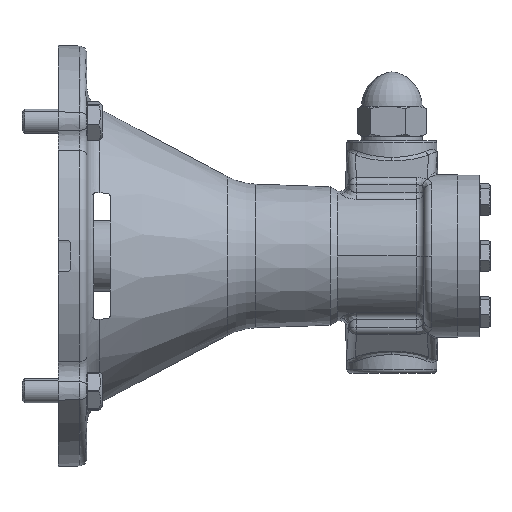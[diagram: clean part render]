
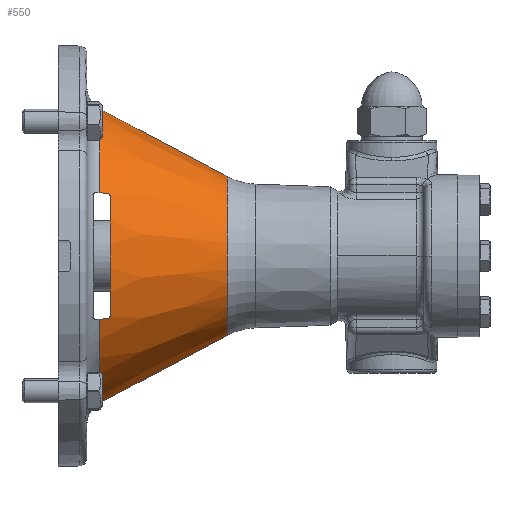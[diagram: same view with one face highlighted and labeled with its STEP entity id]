
A CAD part, front view. The second image highlights one B-rep face of the part: STEP entity #550.
In plain terms, the highlighted conical face has half-angle 27.968 degrees and reference radius 28.361 mm.
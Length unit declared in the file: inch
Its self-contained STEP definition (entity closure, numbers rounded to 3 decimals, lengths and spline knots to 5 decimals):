
#336 = CARTESIAN_POINT ( 'NONE',  ( -5.39879, -1.98804, 0.96972 ) ) ;
#451 = CARTESIAN_POINT ( 'NONE',  ( -5.36416, -1.97361, 0.95737 ) ) ;
#550 = ADVANCED_FACE ( 'NONE', ( #30358 ), #20081, .T. ) ;
#816 = CARTESIAN_POINT ( 'NONE',  ( -5.34225, -1.9763, -0.92468 ) ) ;
#1306 = VERTEX_POINT ( 'NONE', #25782 ) ;
#1622 = CARTESIAN_POINT ( 'NONE',  ( -5.34088, -1.98241, 0.90976 ) ) ;
#1848 = ORIENTED_EDGE ( 'NONE', *, *, #4490, .T. ) ;
#1851 = DIRECTION ( 'NONE',  ( -1., 0., 0. ) ) ;
#1866 = CIRCLE ( 'NONE', #14096, 2.26785 ) ;
#2229 = CARTESIAN_POINT ( 'NONE',  ( -3.33588, 0., 0. ) ) ;
#2668 = CARTESIAN_POINT ( 'NONE',  ( -3.53952, 0., -1.2247 ) ) ;
#3067 = CARTESIAN_POINT ( 'NONE',  ( -5.3526, -1.97215, 0.94628 ) ) ;
#3425 = CARTESIAN_POINT ( 'NONE',  ( -5.34844, -1.97309, -0.93917 ) ) ;
#3813 = CARTESIAN_POINT ( 'NONE',  ( -5.34088, 0., 0. ) ) ;
#4490 = EDGE_CURVE ( 'NONE', #1306, #16517, #6367, .T. ) ;
#5185 = EDGE_CURVE ( 'NONE', #22555, #22198, #23489, .T. ) ;
#5388 = EDGE_CURVE ( 'NONE', #10297, #20246, #16885, .T. ) ;
#5604 = CARTESIAN_POINT ( 'NONE',  ( -5.39185, -1.98406, 0.96948 ) ) ;
#5721 = CARTESIAN_POINT ( 'NONE',  ( -5.34225, -1.97628, 0.92473 ) ) ;
#6071 = CARTESIAN_POINT ( 'NONE',  ( -5.35531, -1.97243, -0.94899 ) ) ;
#6164 = EDGE_LOOP ( 'NONE', ( #12881, #33552, #22308, #15895, #29111, #13614, #30565, #1848, #11690, #15065 ) ) ;
#6349 = CARTESIAN_POINT ( 'NONE',  ( -5.46897, -2.02827, 0.97217 ) ) ;
#6367 = B_SPLINE_CURVE_WITH_KNOTS ( 'NONE', 3,
 ( #24231, #24113, #816, #19076, #3425, #21739, #6071, #24350, #8678, #26980, #11317, #29631 ),
 .UNSPECIFIED., .F., .F.,
 ( 4, 2, 2, 2, 2, 4 ),
 ( 0.0003, 0.00091, 0.00121, 0.00152, 0.00213, 0.00274 ),
 .UNSPECIFIED. ) ;
#6393 = CARTESIAN_POINT ( 'NONE',  ( -3.33588, 0., -1.11657 ) ) ;
#6467 = DIRECTION ( 'NONE',  ( 0., 0., -1. ) ) ;
#7906 = VERTEX_POINT ( 'NONE', #1622 ) ;
#8312 = CARTESIAN_POINT ( 'NONE',  ( -5.34088, -1.98241, 0.90976 ) ) ;
#8464 = CARTESIAN_POINT ( 'NONE',  ( -5.43387, -2.00817, -0.97095 ) ) ;
#8678 = CARTESIAN_POINT ( 'NONE',  ( -5.37057, -1.97509, -0.96209 ) ) ;
#9937 = DIRECTION ( 'NONE',  ( 1., 0., 0. ) ) ;
#10098 = EDGE_CURVE ( 'NONE', #31715, #28317, #1866, .T. ) ;
#10297 = VERTEX_POINT ( 'NONE', #2668 ) ;
#10787 = DIRECTION ( 'NONE',  ( 0., 0., 1. ) ) ;
#11317 = CARTESIAN_POINT ( 'NONE',  ( -5.3918, -1.98403, -0.96948 ) ) ;
#11690 = ORIENTED_EDGE ( 'NONE', *, *, #27348, .T. ) ;
#11872 = DIRECTION ( 'NONE',  ( -0.883, 0., 0.469 ) ) ;
#12315 = DIRECTION ( 'NONE',  ( -1., 0., 0. ) ) ;
#12383 = LINE ( 'NONE', #30297, #25485 ) ;
#12658 = AXIS2_PLACEMENT_3D ( 'NONE', #3813, #22127, #6467 ) ;
#12881 = ORIENTED_EDGE ( 'NONE', *, *, #14245, .F. ) ;
#13099 = CARTESIAN_POINT ( 'NONE',  ( -5.50409, 0., -2.26785 ) ) ;
#13321 = CARTESIAN_POINT ( 'NONE',  ( -5.50409, 0., 0. ) ) ;
#13475 = CARTESIAN_POINT ( 'NONE',  ( -5.38458, -1.98049, 0.96799 ) ) ;
#13614 = ORIENTED_EDGE ( 'NONE', *, *, #30043, .T. ) ;
#13748 = CARTESIAN_POINT ( 'NONE',  ( -5.50409, -2.04833, -0.9734 ) ) ;
#14096 = AXIS2_PLACEMENT_3D ( 'NONE', #25602, #9937, #28229 ) ;
#14217 = CARTESIAN_POINT ( 'NONE',  ( -5.43387, -2.00817, 0.97095 ) ) ;
#14245 = EDGE_CURVE ( 'NONE', #10297, #28317, #23370, .T. ) ;
#14273 = CARTESIAN_POINT ( 'NONE',  ( -3.53952, 0., 1.2247 ) ) ;
#14915 = CARTESIAN_POINT ( 'NONE',  ( -5.39879, -1.98804, -0.96972 ) ) ;
#14965 = EDGE_CURVE ( 'NONE', #7906, #1306, #19999, .T. ) ;
#15065 = ORIENTED_EDGE ( 'NONE', *, *, #10098, .T. ) ;
#15610 = AXIS2_PLACEMENT_3D ( 'NONE', #2229, #12315, #10787 ) ;
#15895 = ORIENTED_EDGE ( 'NONE', *, *, #5185, .T. ) ;
#15944 = DIRECTION ( 'NONE',  ( 0., 0., 1. ) ) ;
#15999 = B_SPLINE_CURVE_WITH_KNOTS ( 'NONE', 3,
 ( #26776, #8464, #29411, #13748 ),
 .UNSPECIFIED., .F., .F.,
 ( 4, 4 ),
 ( 0., 0.00308 ),
 .UNSPECIFIED. ) ;
#16099 = CARTESIAN_POINT ( 'NONE',  ( -5.37066, -1.97532, 0.96174 ) ) ;
#16387 = VERTEX_POINT ( 'NONE', #16859 ) ;
#16399 = VECTOR ( 'NONE', #22055, 39.37008 ) ;
#16517 = VERTEX_POINT ( 'NONE', #14915 ) ;
#16859 = CARTESIAN_POINT ( 'NONE',  ( -5.39879, -1.98804, 0.96972 ) ) ;
#16885 = CIRCLE ( 'NONE', #21077, 1.2247 ) ;
#17508 = CARTESIAN_POINT ( 'NONE',  ( -3.53952, 0., 0. ) ) ;
#18715 = CARTESIAN_POINT ( 'NONE',  ( -5.36111, -1.97302, 0.95486 ) ) ;
#18768 = B_SPLINE_CURVE_WITH_KNOTS ( 'NONE', 3,
 ( #336, #5604, #13475, #31806, #16099, #451, #18715, #3067, #21374, #5721, #23974, #8312 ),
 .UNSPECIFIED., .F., .F.,
 ( 4, 2, 2, 2, 2, 4 ),
 ( 0.00031, 0.00092, 0.00122, 0.00153, 0.00214, 0.00275 ),
 .UNSPECIFIED. ) ;
#19076 = CARTESIAN_POINT ( 'NONE',  ( -5.34657, -1.97371, -0.93556 ) ) ;
#19999 = CIRCLE ( 'NONE', #12658, 2.18119 ) ;
#20081 = CONICAL_SURFACE ( 'NONE', #15610, 1.11657, 0.488 ) ;
#20128 = DIRECTION ( 'NONE',  ( 0., 0., 1. ) ) ;
#20246 = VERTEX_POINT ( 'NONE', #14273 ) ;
#21077 = AXIS2_PLACEMENT_3D ( 'NONE', #17508, #1851, #20128 ) ;
#21374 = CARTESIAN_POINT ( 'NONE',  ( -5.34809, -1.97282, 0.93933 ) ) ;
#21739 = CARTESIAN_POINT ( 'NONE',  ( -5.3528, -1.97246, -0.94587 ) ) ;
#22055 = DIRECTION ( 'NONE',  ( -0.883, 0., -0.469 ) ) ;
#22127 = DIRECTION ( 'NONE',  ( 1., 0., 0. ) ) ;
#22198 = VERTEX_POINT ( 'NONE', #28135 ) ;
#22308 = ORIENTED_EDGE ( 'NONE', *, *, #22695, .T. ) ;
#22555 = VERTEX_POINT ( 'NONE', #29834 ) ;
#22695 = EDGE_CURVE ( 'NONE', #20246, #22555, #12383, .T. ) ;
#22992 = B_SPLINE_CURVE_WITH_KNOTS ( 'NONE', 3,
 ( #24638, #6349, #14217, #32554 ),
 .UNSPECIFIED., .F., .F.,
 ( 4, 4 ),
 ( 0., 0.00308 ),
 .UNSPECIFIED. ) ;
#23370 = LINE ( 'NONE', #6393, #16399 ) ;
#23489 = CIRCLE ( 'NONE', #30508, 2.26785 ) ;
#23974 = CARTESIAN_POINT ( 'NONE',  ( -5.34088, -1.97905, 0.91708 ) ) ;
#24113 = CARTESIAN_POINT ( 'NONE',  ( -5.34088, -1.97907, -0.91704 ) ) ;
#24231 = CARTESIAN_POINT ( 'NONE',  ( -5.34088, -1.98241, -0.90976 ) ) ;
#24350 = CARTESIAN_POINT ( 'NONE',  ( -5.36384, -1.97329, -0.95764 ) ) ;
#24638 = CARTESIAN_POINT ( 'NONE',  ( -5.50409, -2.04833, 0.9734 ) ) ;
#25485 = VECTOR ( 'NONE', #11872, 39.37008 ) ;
#25602 = CARTESIAN_POINT ( 'NONE',  ( -5.50409, 0., 0. ) ) ;
#25782 = CARTESIAN_POINT ( 'NONE',  ( -5.34088, -1.98241, -0.90976 ) ) ;
#26776 = CARTESIAN_POINT ( 'NONE',  ( -5.39879, -1.98804, -0.96972 ) ) ;
#26980 = CARTESIAN_POINT ( 'NONE',  ( -5.38454, -1.98047, -0.96798 ) ) ;
#27348 = EDGE_CURVE ( 'NONE', #16517, #31715, #15999, .T. ) ;
#28135 = CARTESIAN_POINT ( 'NONE',  ( -5.50409, -2.04833, 0.9734 ) ) ;
#28229 = DIRECTION ( 'NONE',  ( 0., 0., 1. ) ) ;
#28317 = VERTEX_POINT ( 'NONE', #13099 ) ;
#29111 = ORIENTED_EDGE ( 'NONE', *, *, #29253, .T. ) ;
#29253 = EDGE_CURVE ( 'NONE', #22198, #16387, #22992, .T. ) ;
#29411 = CARTESIAN_POINT ( 'NONE',  ( -5.46897, -2.02827, -0.97217 ) ) ;
#29631 = CARTESIAN_POINT ( 'NONE',  ( -5.39879, -1.98804, -0.96972 ) ) ;
#29834 = CARTESIAN_POINT ( 'NONE',  ( -5.50409, 0., 2.26785 ) ) ;
#30043 = EDGE_CURVE ( 'NONE', #16387, #7906, #18768, .T. ) ;
#30297 = CARTESIAN_POINT ( 'NONE',  ( -3.33588, 0., 1.11657 ) ) ;
#30358 = FACE_OUTER_BOUND ( 'NONE', #6164, .T. ) ;
#30508 = AXIS2_PLACEMENT_3D ( 'NONE', #13321, #31649, #15944 ) ;
#30565 = ORIENTED_EDGE ( 'NONE', *, *, #14965, .T. ) ;
#31649 = DIRECTION ( 'NONE',  ( 1., 0., 0. ) ) ;
#31715 = VERTEX_POINT ( 'NONE', #33952 ) ;
#31806 = CARTESIAN_POINT ( 'NONE',  ( -5.37413, -1.97646, 0.9636 ) ) ;
#32554 = CARTESIAN_POINT ( 'NONE',  ( -5.39879, -1.98804, 0.96972 ) ) ;
#33552 = ORIENTED_EDGE ( 'NONE', *, *, #5388, .T. ) ;
#33952 = CARTESIAN_POINT ( 'NONE',  ( -5.50409, -2.04833, -0.9734 ) ) ;
